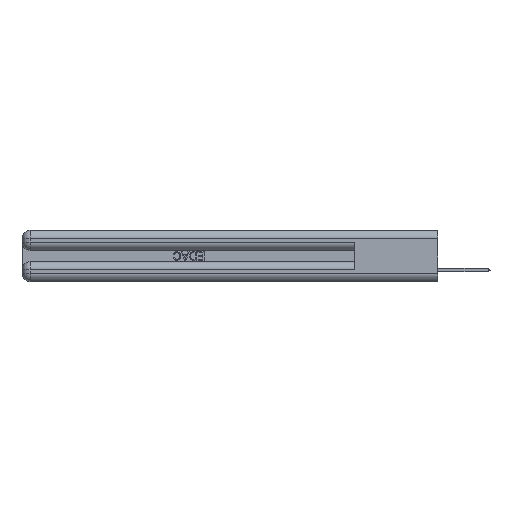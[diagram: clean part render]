
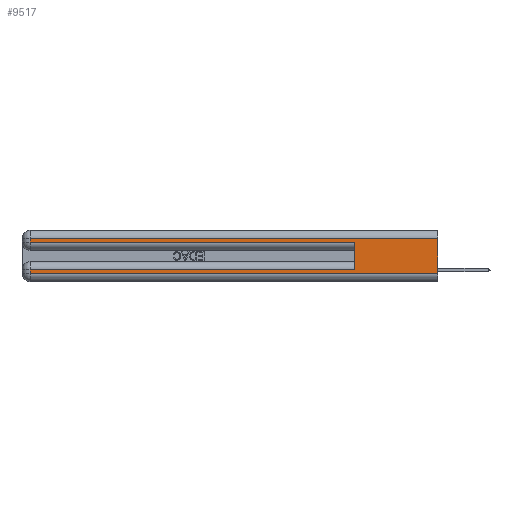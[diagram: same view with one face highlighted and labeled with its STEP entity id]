
A CAD part, left-side view. The second image highlights one B-rep face of the part: STEP entity #9517.
In plain terms, the highlighted planar face has unit normal (-1, 0, 0).
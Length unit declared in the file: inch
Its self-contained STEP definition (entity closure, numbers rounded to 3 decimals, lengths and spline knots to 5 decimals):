
#256 = EDGE_CURVE ( 'NONE', #31336, #7200, #5773, .T. ) ;
#702 = ORIENTED_EDGE ( 'NONE', *, *, #18799, .F. ) ;
#1596 = DIRECTION ( 'NONE',  ( 0., 1., 0. ) ) ;
#2818 = VECTOR ( 'NONE', #17004, 39.37008 ) ;
#4686 = DIRECTION ( 'NONE',  ( 0., 0., -1. ) ) ;
#5469 = CARTESIAN_POINT ( 'NONE',  ( 0., 2.94, 0.37 ) ) ;
#5667 = LINE ( 'NONE', #35936, #22288 ) ;
#5773 = LINE ( 'NONE', #20875, #21866 ) ;
#5830 = DIRECTION ( 'NONE',  ( 0., 0., -1. ) ) ;
#6518 = LINE ( 'NONE', #6885, #28693 ) ;
#6885 = CARTESIAN_POINT ( 'NONE',  ( 0., 0., 0.285 ) ) ;
#7200 = VERTEX_POINT ( 'NONE', #27344 ) ;
#7325 = LINE ( 'NONE', #10678, #17945 ) ;
#7782 = CARTESIAN_POINT ( 'NONE',  ( 0., 2.94, 0.37 ) ) ;
#7906 = CARTESIAN_POINT ( 'NONE',  ( 0., 0., 0.06 ) ) ;
#9517 = ADVANCED_FACE ( 'NONE', ( #38267 ), #41131, .F. ) ;
#9529 = VERTEX_POINT ( 'NONE', #32072 ) ;
#9756 = EDGE_CURVE ( 'NONE', #37433, #10316, #15547, .T. ) ;
#10316 = VERTEX_POINT ( 'NONE', #18960 ) ;
#10362 = VECTOR ( 'NONE', #31041, 39.37008 ) ;
#10678 = CARTESIAN_POINT ( 'NONE',  ( 0., 0.6, 0.145 ) ) ;
#10878 = EDGE_CURVE ( 'NONE', #7200, #22637, #14942, .T. ) ;
#11342 = LINE ( 'NONE', #16446, #2818 ) ;
#12679 = DIRECTION ( 'NONE',  ( 1., 0., 0. ) ) ;
#14942 = LINE ( 'NONE', #5469, #10362 ) ;
#15496 = CARTESIAN_POINT ( 'NONE',  ( 0., 0., 0.37 ) ) ;
#15547 = LINE ( 'NONE', #7782, #21063 ) ;
#16088 = EDGE_CURVE ( 'NONE', #9529, #24058, #5667, .T. ) ;
#16258 = DIRECTION ( 'NONE',  ( 0., -1., 0. ) ) ;
#16313 = DIRECTION ( 'NONE',  ( 0., -1., 0. ) ) ;
#16433 = LINE ( 'NONE', #41671, #31608 ) ;
#16446 = CARTESIAN_POINT ( 'NONE',  ( 0., 0., 0.31 ) ) ;
#17004 = DIRECTION ( 'NONE',  ( 0., 1., 0. ) ) ;
#17356 = ORIENTED_EDGE ( 'NONE', *, *, #40949, .T. ) ;
#17945 = VECTOR ( 'NONE', #39680, 39.37008 ) ;
#18191 = CARTESIAN_POINT ( 'NONE',  ( 0., 0.6, 0.085 ) ) ;
#18799 = EDGE_CURVE ( 'NONE', #31336, #24420, #7325, .T. ) ;
#18960 = CARTESIAN_POINT ( 'NONE',  ( 0., 2.94, 0.285 ) ) ;
#19267 = ORIENTED_EDGE ( 'NONE', *, *, #10878, .T. ) ;
#19304 = EDGE_CURVE ( 'NONE', #9529, #37433, #11342, .T. ) ;
#20463 = ORIENTED_EDGE ( 'NONE', *, *, #19304, .T. ) ;
#20875 = CARTESIAN_POINT ( 'NONE',  ( 0., 0., 0.085 ) ) ;
#21063 = VECTOR ( 'NONE', #4686, 39.37008 ) ;
#21866 = VECTOR ( 'NONE', #1596, 39.37008 ) ;
#22288 = VECTOR ( 'NONE', #32531, 39.37008 ) ;
#22343 = ORIENTED_EDGE ( 'NONE', *, *, #9756, .T. ) ;
#22637 = VERTEX_POINT ( 'NONE', #39699 ) ;
#24058 = VERTEX_POINT ( 'NONE', #7906 ) ;
#24420 = VERTEX_POINT ( 'NONE', #26709 ) ;
#26709 = CARTESIAN_POINT ( 'NONE',  ( 0., 0.6, 0.285 ) ) ;
#27282 = ORIENTED_EDGE ( 'NONE', *, *, #16088, .F. ) ;
#27344 = CARTESIAN_POINT ( 'NONE',  ( 0., 2.94, 0.085 ) ) ;
#27568 = ORIENTED_EDGE ( 'NONE', *, *, #256, .T. ) ;
#28175 = EDGE_LOOP ( 'NONE', ( #27282, #20463, #22343, #17356, #702, #27568, #19267, #37040 ) ) ;
#28693 = VECTOR ( 'NONE', #16313, 39.37008 ) ;
#31041 = DIRECTION ( 'NONE',  ( 0., 0., -1. ) ) ;
#31336 = VERTEX_POINT ( 'NONE', #18191 ) ;
#31608 = VECTOR ( 'NONE', #16258, 39.37008 ) ;
#32072 = CARTESIAN_POINT ( 'NONE',  ( 0., 0., 0.31 ) ) ;
#32531 = DIRECTION ( 'NONE',  ( 0., 0., -1. ) ) ;
#34004 = AXIS2_PLACEMENT_3D ( 'NONE', #15496, #12679, #5830 ) ;
#35052 = CARTESIAN_POINT ( 'NONE',  ( 0., 2.94, 0.31 ) ) ;
#35283 = EDGE_CURVE ( 'NONE', #22637, #24058, #16433, .T. ) ;
#35936 = CARTESIAN_POINT ( 'NONE',  ( 0., 0., 0.37 ) ) ;
#37040 = ORIENTED_EDGE ( 'NONE', *, *, #35283, .T. ) ;
#37433 = VERTEX_POINT ( 'NONE', #35052 ) ;
#38267 = FACE_OUTER_BOUND ( 'NONE', #28175, .T. ) ;
#39680 = DIRECTION ( 'NONE',  ( 0., 0., 1. ) ) ;
#39699 = CARTESIAN_POINT ( 'NONE',  ( 0., 2.94, 0.06 ) ) ;
#40949 = EDGE_CURVE ( 'NONE', #10316, #24420, #6518, .T. ) ;
#41131 = PLANE ( 'NONE',  #34004 ) ;
#41671 = CARTESIAN_POINT ( 'NONE',  ( 0., 0., 0.06 ) ) ;
